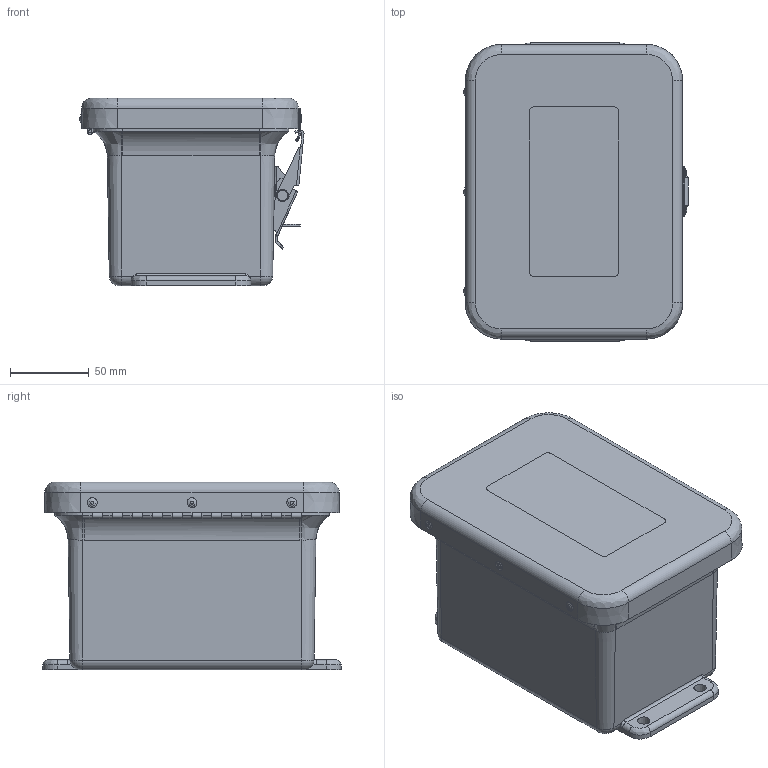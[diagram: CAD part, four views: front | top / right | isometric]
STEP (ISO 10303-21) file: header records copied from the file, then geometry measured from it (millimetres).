
FILE_DESCRIPTION (( 'STEP AP214' ), '1' );
FILE_NAME ('MW604HPL.STEP', '2018-11-07T12:46:15', ( '' ), ( '' ), 'SwSTEP 2.0', 'SolidWorks 2018', '' );
FILE_SCHEMA (( 'AUTOMOTIVE_DESIGN' ));
Length unit declared in the file: inch
Products named in the file (1): MW604HPL
Bounding box: 142.69 x 189.85 x 119.49 mm (x, y, z)
Volume: 541948.3 mm3; surface area: 272194.8 mm2
Topology: 26 solids, 26 shells, 654 faces, 1604 edges, 1027 vertices
Faces by surface type: cylinder 266, plane 264, bspline 84, cone 36, torus 4
Full cylindrical faces by diameter (mm): 2.159 x23, 2.64 x4, 3.048 x1, 3.175 x9, 3.302 x2, 3.327 x5, 3.429 x9, 3.556 x11, 3.861 x5, 3.962 x7, 4.306 x2, 5.537 x4, 6.35 x5, 6.858 x4, 7.62 x2, 9.525 x1
Entity records: 31584 total; most frequent: CARTESIAN_POINT 7938, ORIENTED_EDGE 2944, DIRECTION 2939, EDGE_CURVE 1472, AXIS2_PLACEMENT_3D 1098, VERTEX_POINT 1009, EDGE_LOOP 919, FACE_OUTER_BOUND 756
